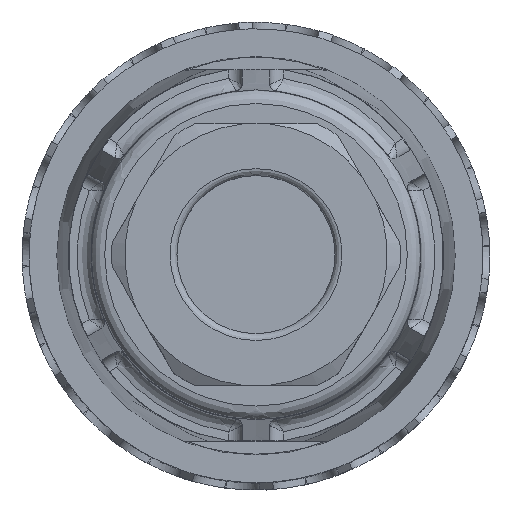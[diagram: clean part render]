
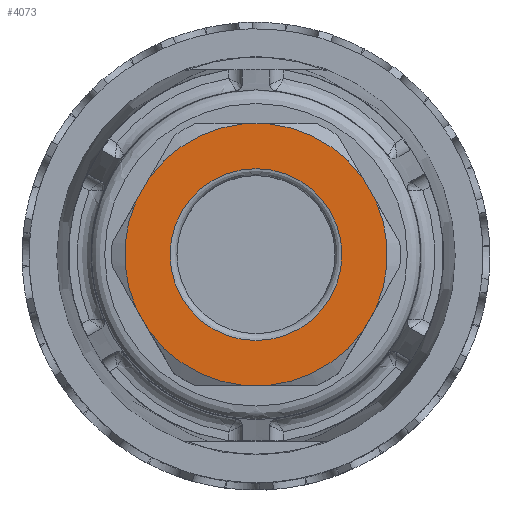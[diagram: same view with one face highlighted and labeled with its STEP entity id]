
A CAD part, top view. The second image highlights one B-rep face of the part: STEP entity #4073.
In plain terms, the highlighted planar face has unit normal (0, 0, 1).
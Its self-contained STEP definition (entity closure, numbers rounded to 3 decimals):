
#3278=PLANE('',#13880);
#3556=FACE_BOUND('',#5423,.T.);
#3557=FACE_BOUND('',#5424,.T.);
#3738=CIRCLE('',#13863,6.25);
#3740=CIRCLE('',#13865,9.55);
#3742=CIRCLE('',#13868,9.55);
#3744=CIRCLE('',#13871,9.55);
#3746=CIRCLE('',#13874,9.55);
#3748=CIRCLE('',#13877,9.55);
#3749=CIRCLE('',#13879,9.55);
#4073=ADVANCED_FACE('',(#3556,#3557),#3278,.T.);
#5423=EDGE_LOOP('',(#7389));
#5424=EDGE_LOOP('',(#7390,#7391,#7392,#7393,#7394,#7395,#7396,#7397,#7398,
#7399,#7400,#7401));
#7389=ORIENTED_EDGE('',*,*,#10995,.T.);
#7390=ORIENTED_EDGE('',*,*,#11016,.T.);
#7391=ORIENTED_EDGE('',*,*,#11017,.F.);
#7392=ORIENTED_EDGE('',*,*,#10998,.T.);
#7393=ORIENTED_EDGE('',*,*,#11018,.F.);
#7394=ORIENTED_EDGE('',*,*,#11002,.T.);
#7395=ORIENTED_EDGE('',*,*,#11019,.F.);
#7396=ORIENTED_EDGE('',*,*,#11006,.T.);
#7397=ORIENTED_EDGE('',*,*,#11020,.F.);
#7398=ORIENTED_EDGE('',*,*,#11010,.T.);
#7399=ORIENTED_EDGE('',*,*,#11021,.F.);
#7400=ORIENTED_EDGE('',*,*,#11014,.T.);
#7401=ORIENTED_EDGE('',*,*,#11022,.F.);
#9843=VERTEX_POINT('',#18510);
#9846=VERTEX_POINT('',#18552);
#9847=VERTEX_POINT('',#18554);
#9850=VERTEX_POINT('',#18565);
#9851=VERTEX_POINT('',#18567);
#9854=VERTEX_POINT('',#18578);
#9855=VERTEX_POINT('',#18580);
#9858=VERTEX_POINT('',#18591);
#9859=VERTEX_POINT('',#18593);
#9862=VERTEX_POINT('',#18604);
#9863=VERTEX_POINT('',#18606);
#9864=VERTEX_POINT('',#18612);
#9865=VERTEX_POINT('',#18613);
#10995=EDGE_CURVE('',#9843,#9843,#3738,.T.);
#10998=EDGE_CURVE('',#9847,#9846,#3740,.T.);
#11002=EDGE_CURVE('',#9851,#9850,#3742,.T.);
#11006=EDGE_CURVE('',#9855,#9854,#3744,.T.);
#11010=EDGE_CURVE('',#9859,#9858,#3746,.T.);
#11014=EDGE_CURVE('',#9863,#9862,#3748,.T.);
#11016=EDGE_CURVE('',#9864,#9865,#3749,.T.);
#11017=EDGE_CURVE('',#9847,#9865,#12313,.T.);
#11018=EDGE_CURVE('',#9851,#9846,#12314,.T.);
#11019=EDGE_CURVE('',#9855,#9850,#12315,.T.);
#11020=EDGE_CURVE('',#9859,#9854,#12316,.T.);
#11021=EDGE_CURVE('',#9863,#9858,#12317,.T.);
#11022=EDGE_CURVE('',#9864,#9862,#12318,.T.);
#12313=LINE('',#18614,#13052);
#12314=LINE('',#18615,#13053);
#12315=LINE('',#18616,#13054);
#12316=LINE('',#18617,#13055);
#12317=LINE('',#18618,#13056);
#12318=LINE('',#18619,#13057);
#13052=VECTOR('',#15232,1.);
#13053=VECTOR('',#15233,1.);
#13054=VECTOR('',#15234,1.);
#13055=VECTOR('',#15235,1.);
#13056=VECTOR('',#15236,1.);
#13057=VECTOR('',#15237,1.);
#13863=AXIS2_PLACEMENT_3D('',#18509,#15198,#15199);
#13865=AXIS2_PLACEMENT_3D('',#18553,#15202,#15203);
#13868=AXIS2_PLACEMENT_3D('',#18566,#15208,#15209);
#13871=AXIS2_PLACEMENT_3D('',#18579,#15214,#15215);
#13874=AXIS2_PLACEMENT_3D('',#18592,#15220,#15221);
#13877=AXIS2_PLACEMENT_3D('',#18605,#15226,#15227);
#13879=AXIS2_PLACEMENT_3D('',#18611,#15230,#15231);
#13880=AXIS2_PLACEMENT_3D('',#18620,#15238,#15239);
#15198=DIRECTION('',(0.,0.,-1.));
#15199=DIRECTION('',(-0.866,-0.5,0.));
#15202=DIRECTION('',(0.,0.,1.));
#15203=DIRECTION('',(0.102,-0.995,0.));
#15208=DIRECTION('',(0.,0.,1.));
#15209=DIRECTION('',(0.913,-0.409,0.));
#15214=DIRECTION('',(0.,0.,1.));
#15215=DIRECTION('',(0.81,0.586,0.));
#15220=DIRECTION('',(0.,0.,1.));
#15221=DIRECTION('',(-0.102,0.995,0.));
#15226=DIRECTION('',(0.,0.,1.));
#15227=DIRECTION('',(-0.913,0.409,0.));
#15230=DIRECTION('',(0.,0.,1.));
#15231=DIRECTION('',(-0.81,-0.586,0.));
#15232=DIRECTION('',(-1.,0.,0.));
#15233=DIRECTION('',(-0.5,-0.866,0.));
#15234=DIRECTION('',(0.5,-0.866,0.));
#15235=DIRECTION('',(1.,0.,0.));
#15236=DIRECTION('',(0.5,0.866,0.));
#15237=DIRECTION('',(-0.5,0.866,0.));
#15238=DIRECTION('',(0.,0.,1.));
#15239=DIRECTION('',(-0.866,-0.5,0.));
#18509=CARTESIAN_POINT('',(0.,0.,79.2));
#18510=CARTESIAN_POINT('',(-5.413,-3.125,79.2));
#18552=CARTESIAN_POINT('',(7.739,-5.595,79.2));
#18553=CARTESIAN_POINT('',(0.,0.,79.2));
#18554=CARTESIAN_POINT('',(0.976,-9.5,79.2));
#18565=CARTESIAN_POINT('',(8.715,3.905,79.2));
#18566=CARTESIAN_POINT('',(0.,0.,79.2));
#18567=CARTESIAN_POINT('',(8.715,-3.905,79.2));
#18578=CARTESIAN_POINT('',(0.976,9.5,79.2));
#18579=CARTESIAN_POINT('',(0.,0.,79.2));
#18580=CARTESIAN_POINT('',(7.739,5.595,79.2));
#18591=CARTESIAN_POINT('',(-7.739,5.595,79.2));
#18592=CARTESIAN_POINT('',(0.,0.,79.2));
#18593=CARTESIAN_POINT('',(-0.976,9.5,79.2));
#18604=CARTESIAN_POINT('',(-8.715,-3.905,79.2));
#18605=CARTESIAN_POINT('',(0.,0.,79.2));
#18606=CARTESIAN_POINT('',(-8.715,3.905,79.2));
#18611=CARTESIAN_POINT('',(0.,0.,79.2));
#18612=CARTESIAN_POINT('',(-7.739,-5.595,79.2));
#18613=CARTESIAN_POINT('',(-0.976,-9.5,79.2));
#18614=CARTESIAN_POINT('',(0.976,-9.5,79.2));
#18615=CARTESIAN_POINT('',(8.715,-3.905,79.2));
#18616=CARTESIAN_POINT('',(7.739,5.595,79.2));
#18617=CARTESIAN_POINT('',(-0.976,9.5,79.2));
#18618=CARTESIAN_POINT('',(-8.715,3.905,79.2));
#18619=CARTESIAN_POINT('',(-7.739,-5.595,79.2));
#18620=CARTESIAN_POINT('',(3.275,15.228,79.2));
